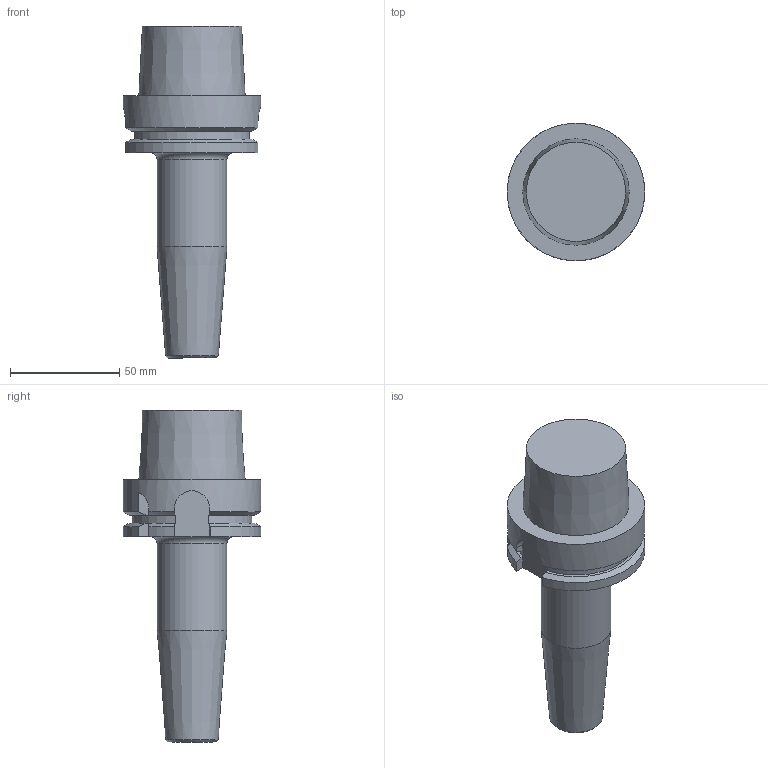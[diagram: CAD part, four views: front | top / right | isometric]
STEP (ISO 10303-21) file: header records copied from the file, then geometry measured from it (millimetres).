
FILE_DESCRIPTION(/* description */ (''),/* implementation_level */ '2;1');
FILE_NAME(/* name */ '1489151754128.stp',/* time_stamp */ '2017-03-10T14:16:06+01:00',/* author */ (''),/* organization */ ('SMS'),/* preprocessor_version */ 'ST-DEVELOPER v15',/* originating_system */ 'SIEMENS PLM Software NX 8.5',/* authorisation */ '');
FILE_SCHEMA (('AUTOMOTIVE_DESIGN { 1 0 10303 214 3 1 1 1 }'));
Length unit declared in the file: millimetre
Products named in the file (1): HA06-SH12Q-S-120
Bounding box: 63 x 63 x 152 mm (x, y, z)
Volume: 191360 mm3; surface area: 30832.6 mm2
Topology: 2 solids, 3 shells, 54 faces, 147 edges, 101 vertices
Faces by surface type: plane 28, cylinder 14, cone 11, torus 1
Full cylindrical faces by diameter (mm): 9 x1, 12 x1, 12.6 x1, 32 x1, 63 x1
Entity records: 1721 total; most frequent: CARTESIAN_POINT 377, ORIENTED_EDGE 262, DIRECTION 262, EDGE_CURVE 131, AXIS2_PLACEMENT_3D 97, VERTEX_POINT 96, LINE 68, VECTOR 68
